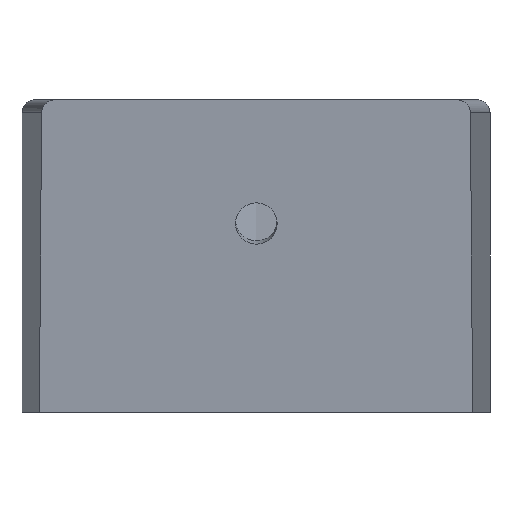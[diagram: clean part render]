
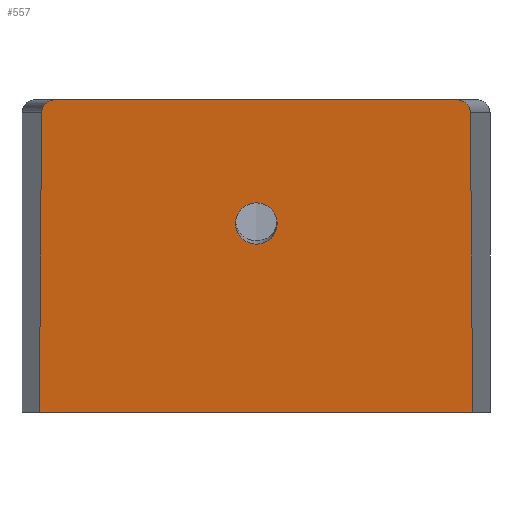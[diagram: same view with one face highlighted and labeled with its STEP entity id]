
A CAD part, front view. The second image highlights one B-rep face of the part: STEP entity #557.
In plain terms, the highlighted planar face has unit normal (0, -0.992, -0.124).
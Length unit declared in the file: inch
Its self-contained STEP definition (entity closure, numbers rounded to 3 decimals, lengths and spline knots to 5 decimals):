
#25=FACE_BOUND('',#117,.T.);
#29=ELLIPSE('',#575,0.05048,0.05);
#30=ELLIPSE('',#590,0.05048,0.05);
#45=PLANE('',#620);
#76=FACE_OUTER_BOUND('',#116,.T.);
#116=EDGE_LOOP('',(#508,#509,#510,#511,#512,#513));
#117=EDGE_LOOP('',(#514));
#136=LINE('',#877,#182);
#138=LINE('',#880,#184);
#140=LINE('',#886,#186);
#141=LINE('',#888,#187);
#182=VECTOR('',#717,0.3937);
#184=VECTOR('',#721,0.3937);
#186=VECTOR('',#727,0.3937);
#187=VECTOR('',#730,0.3937);
#210=CIRCLE('',#561,0.07996);
#238=VERTEX_POINT('',#793);
#250=VERTEX_POINT('',#829);
#251=VERTEX_POINT('',#830);
#260=VERTEX_POINT('',#856);
#261=VERTEX_POINT('',#857);
#266=VERTEX_POINT('',#876);
#268=VERTEX_POINT('',#884);
#287=EDGE_CURVE('',#238,#238,#210,.T.);
#305=EDGE_CURVE('',#250,#251,#29,.T.);
#318=EDGE_CURVE('',#260,#261,#30,.T.);
#328=EDGE_CURVE('',#251,#266,#136,.T.);
#330=EDGE_CURVE('',#261,#250,#138,.T.);
#333=EDGE_CURVE('',#268,#260,#140,.T.);
#334=EDGE_CURVE('',#268,#266,#141,.T.);
#508=ORIENTED_EDGE('',*,*,#318,.F.);
#509=ORIENTED_EDGE('',*,*,#333,.F.);
#510=ORIENTED_EDGE('',*,*,#334,.T.);
#511=ORIENTED_EDGE('',*,*,#328,.F.);
#512=ORIENTED_EDGE('',*,*,#305,.F.);
#513=ORIENTED_EDGE('',*,*,#330,.F.);
#514=ORIENTED_EDGE('',*,*,#287,.T.);
#557=ADVANCED_FACE('',(#76,#25),#45,.F.);
#561=AXIS2_PLACEMENT_3D('',#794,#625,#626);
#575=AXIS2_PLACEMENT_3D('',#831,#663,#664);
#590=AXIS2_PLACEMENT_3D('',#858,#695,#696);
#620=AXIS2_PLACEMENT_3D('',#947,#789,#790);
#625=DIRECTION('center_axis',(0.,0.992,0.124));
#626=DIRECTION('ref_axis',(-1.,0.,0.));
#663=DIRECTION('center_axis',(0.,0.992,0.124));
#664=DIRECTION('ref_axis',(-0.429,-0.112,0.896));
#695=DIRECTION('center_axis',(0.,0.992,0.124));
#696=DIRECTION('ref_axis',(0.429,-0.112,0.896));
#717=DIRECTION('',(0.007,0.124,-0.992));
#721=DIRECTION('',(1.,0.,0.));
#727=DIRECTION('',(0.007,-0.124,0.992));
#730=DIRECTION('',(1.,0.,0.));
#789=DIRECTION('center_axis',(0.,0.992,0.124));
#790=DIRECTION('ref_axis',(0.,-0.124,0.992));
#793=CARTESIAN_POINT('',(0.08141,-1.23707,-0.47497));
#794=CARTESIAN_POINT('Origin',(0.00145,-1.23707,-0.47497));
#829=CARTESIAN_POINT('',(0.77368,-1.29644,0.));
#830=CARTESIAN_POINT('',(0.82414,-1.29019,-0.05));
#831=CARTESIAN_POINT('Origin',(0.77405,-1.29019,-0.05));
#856=CARTESIAN_POINT('',(-0.82412,-1.29019,-0.05));
#857=CARTESIAN_POINT('',(-0.77367,-1.29644,0.));
#858=CARTESIAN_POINT('Origin',(-0.77403,-1.29019,-0.05));
#876=CARTESIAN_POINT('',(0.8326,-1.14644,-1.2));
#877=CARTESIAN_POINT('',(0.83003,-1.19013,-0.85043));
#880=CARTESIAN_POINT('',(0.,-1.29644,0.));
#884=CARTESIAN_POINT('',(-0.83258,-1.14644,-1.2));
#886=CARTESIAN_POINT('',(-0.82942,-1.20015,-0.77031));
#888=CARTESIAN_POINT('',(0.,-1.14644,-1.2));
#947=CARTESIAN_POINT('Origin',(0.,-1.10305,-1.54707));
